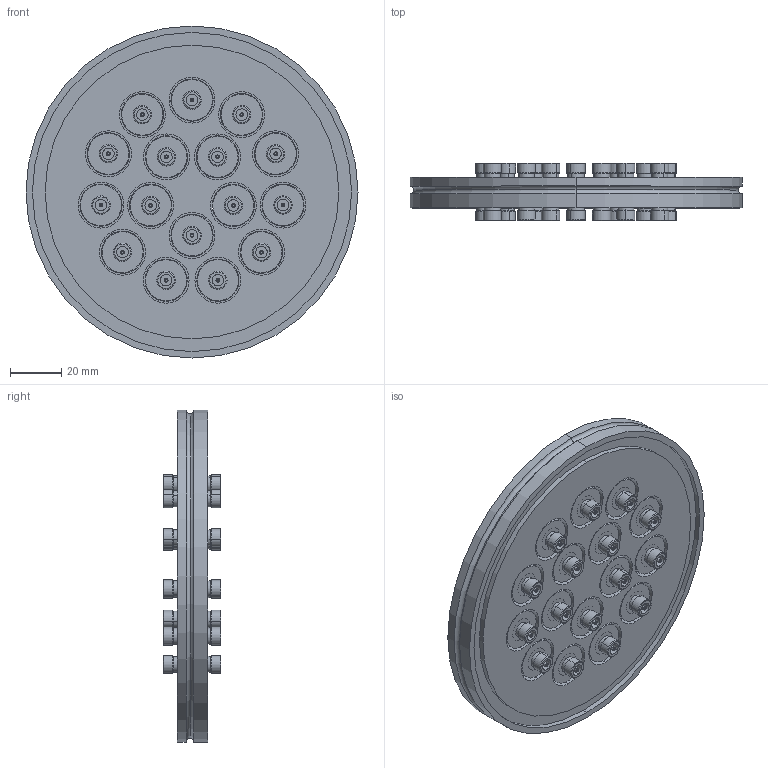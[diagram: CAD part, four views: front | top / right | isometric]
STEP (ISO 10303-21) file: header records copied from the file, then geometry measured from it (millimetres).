
FILE_DESCRIPTION (( 'STEP AP214' ), '1' );
FILE_NAME ('242-SMADF50-ISO100-16.STEP', '2018-08-14T14:32:36', ( 'allectra' ), ( 'Microsoft' ), 'SwSTEP 2.0', 'SolidWorks 2014', '' );
FILE_SCHEMA (( 'AUTOMOTIVE_DESIGN' ));
Length unit declared in the file: millimetre
Products named in the file (3): 242-SMADF50; 9441-ISO100-16.5-16_DN100 ISO-K; 242-SMADF50-ISO100-16
Assembly tree (17 placements, depth 2):
  242-SMADF50-ISO100-16
    9441-ISO100-16.5-16_DN100 ISO-K
    242-SMADF50  x16
Bounding box: 130 x 22.5 x 130 mm (x, y, z)
Volume: 121861.3 mm3; surface area: 73178.6 mm2
Topology: 49 solids, 49 shells, 902 faces, 1834 edges, 1178 vertices
Faces by surface type: cylinder 524, plane 246, cone 128, torus 4
Entity records: 5154 total; most frequent: DIRECTION 900, CARTESIAN_POINT 724, ORIENTED_EDGE 668, AXIS2_PLACEMENT_3D 394, EDGE_CURVE 334, CIRCLE 222, VERTEX_POINT 218, EDGE_LOOP 214
